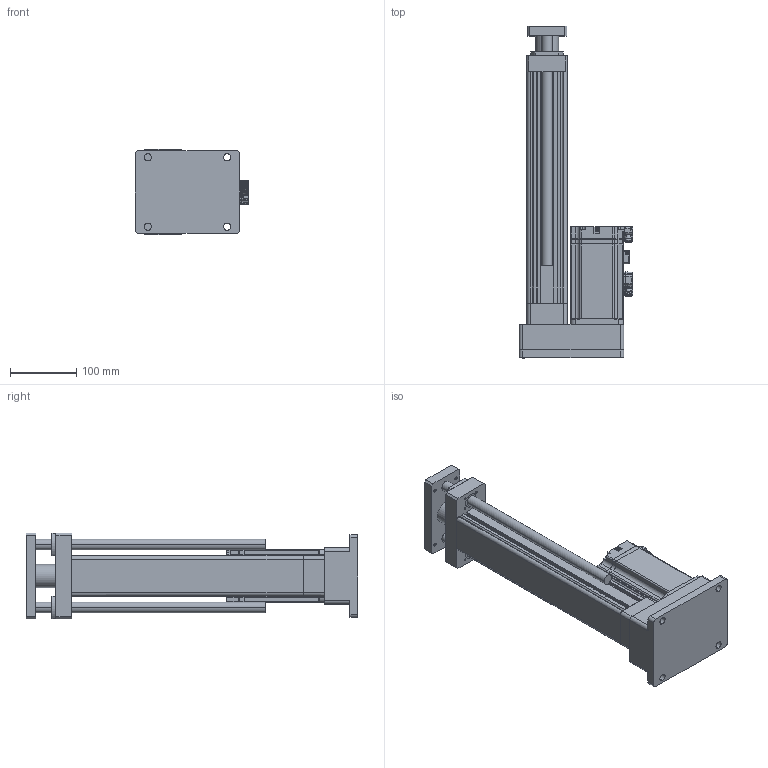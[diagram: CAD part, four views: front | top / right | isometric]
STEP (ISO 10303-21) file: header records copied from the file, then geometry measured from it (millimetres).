
FILE_DESCRIPTION (( 'STEP AP203' ), '1' );
FILE_NAME ('RLA60-5DZ-5KN-R260-125mm-s.STEP', '2025-01-09T00:49:19', ( '微软用户' ), ( '微软中国' ), 'SwSTEP 2.0', 'SolidWorks 2022', '' );
FILE_SCHEMA (( 'CONFIG_CONTROL_DESIGN' ));
Length unit declared in the file: millimetre
Products named in the file (36): _1-SO-403340001_1_1_1.stp; MS1H4-75B30CB-(x)334Z.stp; 1-543110_1_1_1.stp; 60缸行程260带导柱底板安装折叠; 1-295230_1_1_1.stp; 31090651--MS1H4-750001_1_1_1.stp; RLA60-5DZ-5KN-R260-125mm-s; _1-SO-93600001_1_1_1.stp; _1-SO-573050001_1_1_1.stp; 22060240_3_1_1_1.stp; _1-SO-983650001_1_1_1.stp; 31090527--1-SOL000_1_1_1_1.stp; _1-SO-417070001_1_1_1.stp; 30_1_1_1_1.stp; _1-SO-731880001_1_1_1.stp; 60缸导向杆; 22010113--1-SOLI00_1_1_1_1.stp; MS1H4-75B30CB-A334Z_ASM_1-37940_ASM.stp; _1-SO-417760001_1_1_1.stp; _80-1-SO0001_1_1_1_1.stp; _1-SO-421760001_1_1_1.stp; 750W-3000带刹车; 60缸用铜套; _1-SO-404410001_1_1_1.stp; 21E8-005-1073-P4_1_1_1_1.stp; 31740002--1-SOLI00_1_1_1_1.stp; MS1H4-75B30CB-A334Z-S_ASM_1_ASM.stp; 31090537--1-SOL000_1_1_1_1.stp; 21E8-005-1072-P4_1_1_1_1.stp; MS1H4-75B30CB-A334Z_1_ASM_1_ASM_ASM.stp; _1-SO-95990001_1_1_1.stp; _1-SO-742120001_1_1_1.stp; _1-SO-424920001_1_1_1.stp; _1-SO-158220001_1_1_1.stp; _1-SO-740050001_1_1_1.stp; MS1H4-75B30CB-A334Z_ASM_1-37904_ASM.stp
Assembly tree (38 placements, depth 8):
  RLA60-5DZ-5KN-R260-125mm-s
    60缸行程260带导柱底板安装折叠
    60缸用铜套  x2
    750W-3000带刹车
      MS1H4-75B30CB-(x)334Z.stp
        MS1H4-75B30CB-A334Z-S_ASM_1_ASM.stp
          MS1H4-75B30CB-A334Z_ASM_1-37940_ASM.stp
            MS1H4-75B30CB-A334Z_ASM_1-37904_ASM.stp
              MS1H4-75B30CB-A334Z_1_ASM_1_ASM_ASM.stp
                _1-SO-93600001_1_1_1.stp
                _1-SO-95990001_1_1_1.stp
                _1-SO-158220001_1_1_1.stp
                31090527--1-SOL000_1_1_1_1.stp
                1-295230_1_1_1.stp
                31740002--1-SOLI00_1_1_1_1.stp
                _1-SO-403340001_1_1_1.stp
                _1-SO-404410001_1_1_1.stp
                31090537--1-SOL000_1_1_1_1.stp
                _80-1-SO0001_1_1_1_1.stp
                _1-SO-417070001_1_1_1.stp
                _1-SO-417760001_1_1_1.stp
                _1-SO-421760001_1_1_1.stp
                _1-SO-424920001_1_1_1.stp
                30_1_1_1_1.stp
                1-543110_1_1_1.stp
                _1-SO-573050001_1_1_1.stp
                31090651--MS1H4-750001_1_1_1.stp
                22010113--1-SOLI00_1_1_1_1.stp
                _1-SO-731880001_1_1_1.stp
                _1-SO-740050001_1_1_1.stp
                _1-SO-742120001_1_1_1.stp
                _1-SO-983650001_1_1_1.stp
          21E8-005-1072-P4_1_1_1_1.stp
          21E8-005-1073-P4_1_1_1_1.stp
          22060240_3_1_1_1.stp  x2
    60缸导向杆  x2
Bounding box: 171.6 x 502 x 130 mm (x, y, z)
Volume: 2691078.7 mm3; surface area: 480153.3 mm2
Topology: 30 solids, 39 shells, 2174 faces, 5801 edges, 3786 vertices
Faces by surface type: plane 1266, cylinder 684, torus 102, bspline 66, cone 48, sphere 8
Entity records: 74714 total; most frequent: CARTESIAN_POINT 17138, ORIENTED_EDGE 11278, DIRECTION 11122, EDGE_CURVE 5643, AXIS2_PLACEMENT_3D 3741, VERTEX_POINT 3690, LINE 3640, VECTOR 3640
